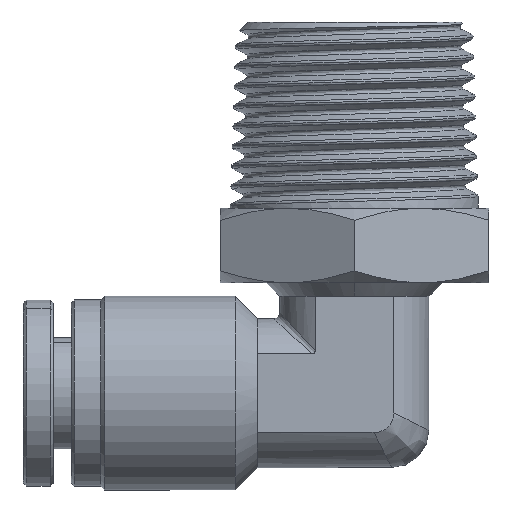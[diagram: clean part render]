
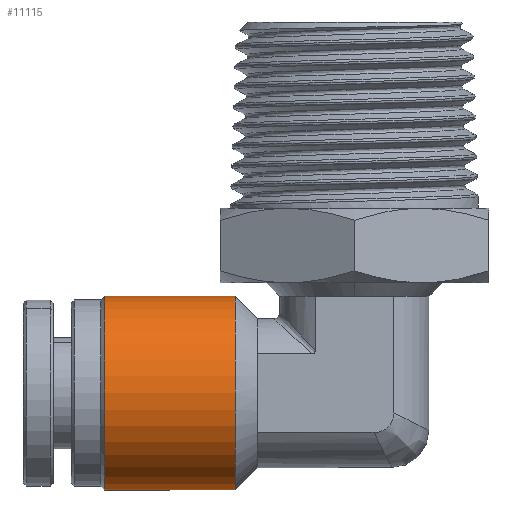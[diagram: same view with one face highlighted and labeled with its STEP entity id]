
A CAD part, left-side view. The second image highlights one B-rep face of the part: STEP entity #11115.
In plain terms, the highlighted cylindrical face has radius 6.5 mm (diameter 13 mm), a partial arc.
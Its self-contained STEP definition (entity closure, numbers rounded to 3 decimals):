
#93 = FACE_OUTER_BOUND ( 'NONE', #25088, .T. ) ;
#1069 = DIRECTION ( 'NONE',  ( 0., -1., 0. ) ) ;
#1568 = VERTEX_POINT ( 'NONE', #9946 ) ;
#3077 = CIRCLE ( 'NONE', #22030, 6.5 ) ;
#4934 = LINE ( 'NONE', #16554, #16610 ) ;
#4974 = AXIS2_PLACEMENT_3D ( 'NONE', #17315, #27883, #15181 ) ;
#5931 = ORIENTED_EDGE ( 'NONE', *, *, #28382, .T. ) ;
#6043 = EDGE_CURVE ( 'NONE', #1568, #10715, #24488, .T. ) ;
#6621 = CARTESIAN_POINT ( 'NONE',  ( 0., 7.75, 6.5 ) ) ;
#7344 = CARTESIAN_POINT ( 'NONE',  ( 0., 7.75, 0. ) ) ;
#8609 = VERTEX_POINT ( 'NONE', #24668 ) ;
#9544 = DIRECTION ( 'NONE',  ( 0., 0., 1. ) ) ;
#9946 = CARTESIAN_POINT ( 'NONE',  ( 0., -1., -6.5 ) ) ;
#10669 = CARTESIAN_POINT ( 'NONE',  ( 0., -1., 0. ) ) ;
#10715 = VERTEX_POINT ( 'NONE', #22194 ) ;
#10979 = EDGE_CURVE ( 'NONE', #22325, #10715, #4934, .T. ) ;
#11115 = ADVANCED_FACE ( 'NONE', ( #93 ), #25933, .T. ) ;
#11122 = DIRECTION ( 'NONE',  ( 0., -1., 0. ) ) ;
#12330 = ORIENTED_EDGE ( 'NONE', *, *, #6043, .T. ) ;
#12734 = CARTESIAN_POINT ( 'NONE',  ( 0., 10., -6.5 ) ) ;
#12845 = DIRECTION ( 'NONE',  ( 0., 0., 1. ) ) ;
#13464 = AXIS2_PLACEMENT_3D ( 'NONE', #10669, #26069, #12845 ) ;
#14657 = EDGE_CURVE ( 'NONE', #22325, #8609, #3077, .T. ) ;
#15181 = DIRECTION ( 'NONE',  ( 0., 0., -1. ) ) ;
#15685 = LINE ( 'NONE', #12734, #27481 ) ;
#16554 = CARTESIAN_POINT ( 'NONE',  ( 0., 10., 6.5 ) ) ;
#16610 = VECTOR ( 'NONE', #1069, 1000. ) ;
#17315 = CARTESIAN_POINT ( 'NONE',  ( 0., 10., 0. ) ) ;
#22030 = AXIS2_PLACEMENT_3D ( 'NONE', #7344, #22732, #9544 ) ;
#22194 = CARTESIAN_POINT ( 'NONE',  ( 0., -1., 6.5 ) ) ;
#22325 = VERTEX_POINT ( 'NONE', #6621 ) ;
#22732 = DIRECTION ( 'NONE',  ( 0., -1., 0. ) ) ;
#23339 = ORIENTED_EDGE ( 'NONE', *, *, #10979, .F. ) ;
#24488 = CIRCLE ( 'NONE', #13464, 6.5 ) ;
#24668 = CARTESIAN_POINT ( 'NONE',  ( 0., 7.75, -6.5 ) ) ;
#24905 = ORIENTED_EDGE ( 'NONE', *, *, #14657, .T. ) ;
#25088 = EDGE_LOOP ( 'NONE', ( #23339, #24905, #5931, #12330 ) ) ;
#25933 = CYLINDRICAL_SURFACE ( 'NONE', #4974, 6.5 ) ;
#26069 = DIRECTION ( 'NONE',  ( 0., 1., 0. ) ) ;
#27481 = VECTOR ( 'NONE', #11122, 1000. ) ;
#27883 = DIRECTION ( 'NONE',  ( 0., -1., 0. ) ) ;
#28382 = EDGE_CURVE ( 'NONE', #8609, #1568, #15685, .T. ) ;
